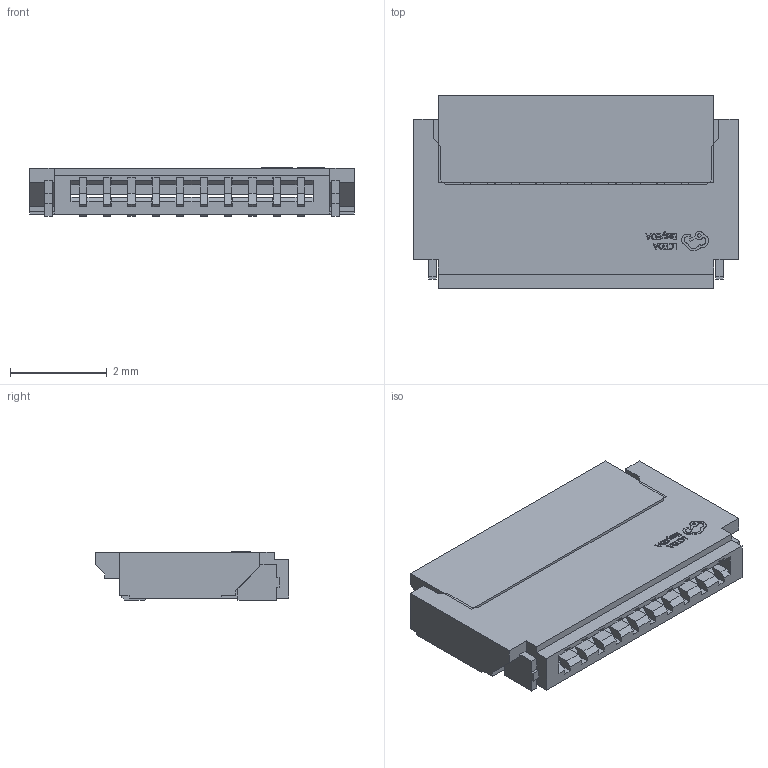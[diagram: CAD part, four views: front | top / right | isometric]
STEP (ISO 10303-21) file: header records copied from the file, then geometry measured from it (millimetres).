
FILE_DESCRIPTION (( 'STEP AP214' ), '1' );
FILE_NAME ('FPC-SMD_5034801000.step', '2022-07-06T11:03:09', ( '' ), ( '' ), 'SwSTEP 2.0', 'SolidWorks 2020', '' );
FILE_SCHEMA (( 'AUTOMOTIVE_DESIGN' ));
Length unit declared in the file: millimetre
Products named in the file (1): FPC-SMD_5034801000
Bounding box: 6.7 x 4 x 1.01 mm (x, y, z)
Volume: 17.9 mm3; surface area: 154.5 mm2
Topology: 14 solids, 14 shells, 691 faces, 1914 edges, 1276 vertices
Faces by surface type: plane 545, bspline 146
Entity records: 30505 total; most frequent: CARTESIAN_POINT 7492, ORIENTED_EDGE 3828, DIRECTION 2710, EDGE_CURVE 1914, VECTOR 1618, LINE 1618, VERTEX_POINT 1276, EDGE_LOOP 718
